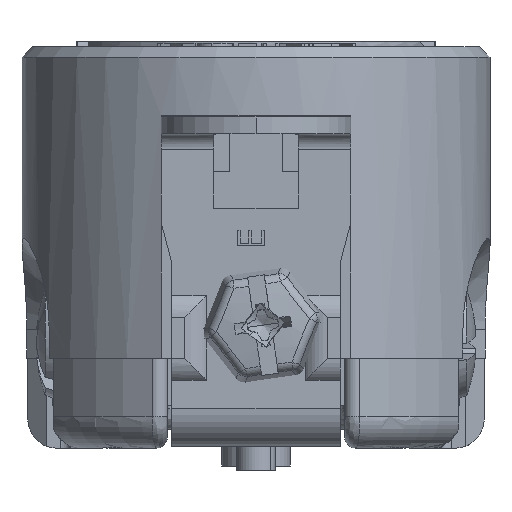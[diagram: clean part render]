
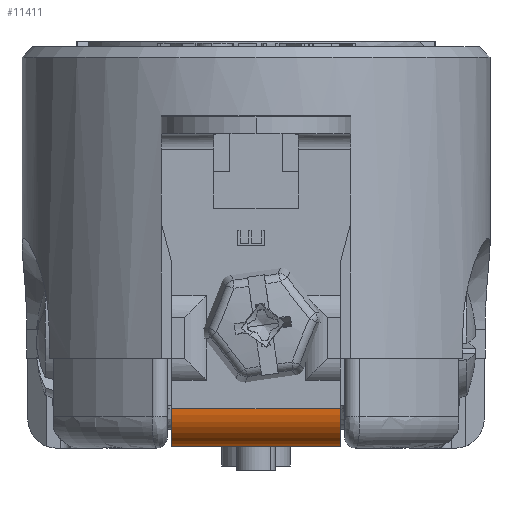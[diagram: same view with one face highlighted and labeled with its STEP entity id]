
A CAD part, front view. The second image highlights one B-rep face of the part: STEP entity #11411.
In plain terms, the highlighted cylindrical face has radius 2.845 mm (diameter 5.69 mm), a partial arc.
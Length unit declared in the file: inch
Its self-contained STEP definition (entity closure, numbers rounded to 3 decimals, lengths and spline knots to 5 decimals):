
#1165 = VERTEX_POINT ( 'NONE', #75890 ) ;
#2087 = CARTESIAN_POINT ( 'NONE',  ( 0.18598, 0.17293, 0.90132 ) ) ;
#4368 = DIRECTION ( 'NONE',  ( 0., 0., 1. ) ) ;
#4832 = DIRECTION ( 'NONE',  ( 1., 0., 0. ) ) ;
#5947 = CIRCLE ( 'NONE', #84765, 0.112 ) ;
#9024 = CYLINDRICAL_SURFACE ( 'NONE', #31456, 0.112 ) ;
#9116 = LINE ( 'NONE', #32139, #78857 ) ;
#11411 = ADVANCED_FACE ( 'NONE', ( #14287 ), #9024, .T. ) ;
#14287 = FACE_OUTER_BOUND ( 'NONE', #58963, .T. ) ;
#15064 = EDGE_CURVE ( 'NONE', #1165, #74658, #9116, .T. ) ;
#22012 = EDGE_CURVE ( 'NONE', #45190, #1165, #46243, .T. ) ;
#23206 = DIRECTION ( 'NONE',  ( 0., 0., 1. ) ) ;
#27684 = CARTESIAN_POINT ( 'NONE',  ( 0.18598, 0.17293, 1.01332 ) ) ;
#28048 = DIRECTION ( 'NONE',  ( -1., 0., 0. ) ) ;
#30416 = DIRECTION ( 'NONE',  ( 1., 0., 0. ) ) ;
#31456 = AXIS2_PLACEMENT_3D ( 'NONE', #32392, #58518, #23206 ) ;
#32139 = CARTESIAN_POINT ( 'NONE',  ( 0.15498, 0.06093, 1.01332 ) ) ;
#32392 = CARTESIAN_POINT ( 'NONE',  ( 0.95673, 0.17293, 1.01332 ) ) ;
#32855 = CARTESIAN_POINT ( 'NONE',  ( 0.68598, 0.17293, 0.90132 ) ) ;
#36532 = DIRECTION ( 'NONE',  ( 0., 0., 1. ) ) ;
#45190 = VERTEX_POINT ( 'NONE', #2087 ) ;
#46243 = CIRCLE ( 'NONE', #100168, 0.112 ) ;
#46553 = ORIENTED_EDGE ( 'NONE', *, *, #22012, .F. ) ;
#49862 = CARTESIAN_POINT ( 'NONE',  ( 0.68598, 0.06093, 1.01332 ) ) ;
#50427 = VECTOR ( 'NONE', #4832, 39.37008 ) ;
#50522 = DIRECTION ( 'NONE',  ( 1., 0., 0. ) ) ;
#54884 = VERTEX_POINT ( 'NONE', #32855 ) ;
#58518 = DIRECTION ( 'NONE',  ( -1., 0., 0. ) ) ;
#58963 = EDGE_LOOP ( 'NONE', ( #102048, #68170, #62311, #46553 ) ) ;
#62311 = ORIENTED_EDGE ( 'NONE', *, *, #15064, .F. ) ;
#63671 = CARTESIAN_POINT ( 'NONE',  ( 0.15498, 0.17293, 0.90132 ) ) ;
#66242 = LINE ( 'NONE', #63671, #50427 ) ;
#68170 = ORIENTED_EDGE ( 'NONE', *, *, #95560, .F. ) ;
#74658 = VERTEX_POINT ( 'NONE', #49862 ) ;
#75890 = CARTESIAN_POINT ( 'NONE',  ( 0.18598, 0.06093, 1.01332 ) ) ;
#78857 = VECTOR ( 'NONE', #50522, 39.37008 ) ;
#84765 = AXIS2_PLACEMENT_3D ( 'NONE', #88929, #30416, #4368 ) ;
#88929 = CARTESIAN_POINT ( 'NONE',  ( 0.68598, 0.17293, 1.01332 ) ) ;
#95560 = EDGE_CURVE ( 'NONE', #74658, #54884, #5947, .T. ) ;
#100168 = AXIS2_PLACEMENT_3D ( 'NONE', #27684, #28048, #36532 ) ;
#102048 = ORIENTED_EDGE ( 'NONE', *, *, #102204, .T. ) ;
#102204 = EDGE_CURVE ( 'NONE', #45190, #54884, #66242, .T. ) ;
